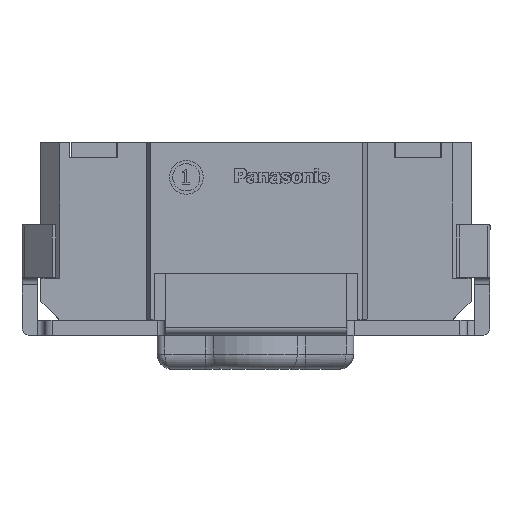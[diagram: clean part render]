
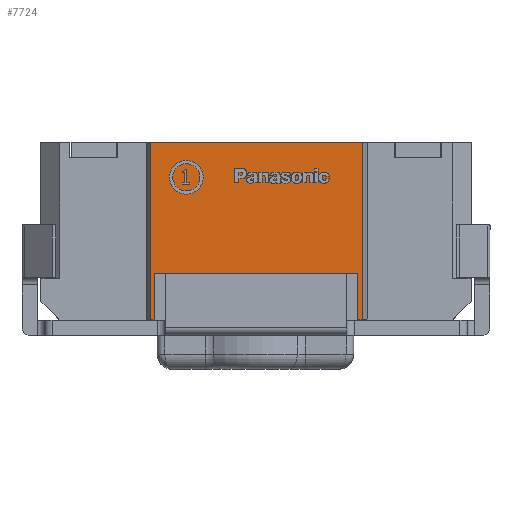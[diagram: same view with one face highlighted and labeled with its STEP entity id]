
A CAD part, top view. The second image highlights one B-rep face of the part: STEP entity #7724.
In plain terms, the highlighted face is planar.
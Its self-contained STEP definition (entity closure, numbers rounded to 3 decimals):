
#609=PLANE('',#8242);
#882=FACE_OUTER_BOUND('',#1311,.T.);
#1311=EDGE_LOOP('',(#6131,#6132,#6133,#6134,#6135,#6136,#6137,#6138));
#1853=LINE('',#10771,#2639);
#1891=LINE('',#10850,#2677);
#1895=LINE('',#10858,#2681);
#1997=LINE('',#11058,#2783);
#1999=LINE('',#11061,#2785);
#2000=LINE('',#11063,#2786);
#2003=LINE('',#11070,#2789);
#2004=LINE('',#11072,#2790);
#2639=VECTOR('',#9061,2.807);
#2677=VECTOR('',#9119,0.055);
#2681=VECTOR('',#9123,0.052);
#2783=VECTOR('',#9307,0.618);
#2785=VECTOR('',#9311,2.35);
#2786=VECTOR('',#9314,2.35);
#2789=VECTOR('',#9323,0.618);
#2790=VECTOR('',#9326,2.7);
#3502=VERTEX_POINT('',#10768);
#3503=VERTEX_POINT('',#10770);
#3533=VERTEX_POINT('',#10847);
#3534=VERTEX_POINT('',#10849);
#3537=VERTEX_POINT('',#10855);
#3538=VERTEX_POINT('',#10857);
#3595=VERTEX_POINT('',#11057);
#3596=VERTEX_POINT('',#11068);
#4368=EDGE_CURVE('',#3503,#3502,#1853,.T.);
#4408=EDGE_CURVE('',#3533,#3534,#1891,.T.);
#4412=EDGE_CURVE('',#3537,#3538,#1895,.T.);
#4514=EDGE_CURVE('',#3595,#3534,#1997,.T.);
#4516=EDGE_CURVE('',#3503,#3533,#1999,.T.);
#4517=EDGE_CURVE('',#3538,#3502,#2000,.T.);
#4520=EDGE_CURVE('',#3537,#3596,#2003,.T.);
#4521=EDGE_CURVE('',#3596,#3595,#2004,.T.);
#6131=ORIENTED_EDGE('',*,*,#4520,.T.);
#6132=ORIENTED_EDGE('',*,*,#4521,.T.);
#6133=ORIENTED_EDGE('',*,*,#4514,.T.);
#6134=ORIENTED_EDGE('',*,*,#4408,.F.);
#6135=ORIENTED_EDGE('',*,*,#4516,.F.);
#6136=ORIENTED_EDGE('',*,*,#4368,.T.);
#6137=ORIENTED_EDGE('',*,*,#4517,.F.);
#6138=ORIENTED_EDGE('',*,*,#4412,.F.);
#7724=ADVANCED_FACE('',(#882),#609,.T.);
#8242=AXIS2_PLACEMENT_3D('',#11071,#9324,#9325);
#9061=DIRECTION('',(0.,0.,1.));
#9119=DIRECTION('',(0.,0.,1.));
#9123=DIRECTION('',(0.,0.,1.));
#9307=DIRECTION('',(-1.,0.,0.));
#9311=DIRECTION('',(-1.,0.,0.));
#9314=DIRECTION('',(1.,0.,0.));
#9323=DIRECTION('',(1.,0.,0.));
#9324=DIRECTION('center_axis',(0.,-1.,0.));
#9325=DIRECTION('ref_axis',(1.,0.,0.));
#9326=DIRECTION('',(0.,0.,-1.));
#10768=CARTESIAN_POINT('',(1.05,-1.55,4.302));
#10770=CARTESIAN_POINT('',(1.05,-1.55,1.495));
#10771=CARTESIAN_POINT('',(1.05,-1.55,0.));
#10847=CARTESIAN_POINT('',(-1.3,-1.55,1.495));
#10849=CARTESIAN_POINT('',(-1.3,-1.55,1.55));
#10850=CARTESIAN_POINT('',(-1.3,-1.55,0.));
#10855=CARTESIAN_POINT('',(-1.3,-1.55,4.25));
#10857=CARTESIAN_POINT('',(-1.3,-1.55,4.302));
#10858=CARTESIAN_POINT('',(-1.3,-1.55,0.));
#11057=CARTESIAN_POINT('',(-0.682,-1.55,1.55));
#11058=CARTESIAN_POINT('',(-0.991,-1.55,1.55));
#11061=CARTESIAN_POINT('',(-1.3,-1.55,1.495));
#11063=CARTESIAN_POINT('',(0.04,-1.55,4.302));
#11068=CARTESIAN_POINT('',(-0.682,-1.55,4.25));
#11070=CARTESIAN_POINT('',(-1.609,-1.55,4.25));
#11071=CARTESIAN_POINT('Origin',(-1.3,-1.55,0.));
#11072=CARTESIAN_POINT('',(-0.682,-1.55,2.125));
